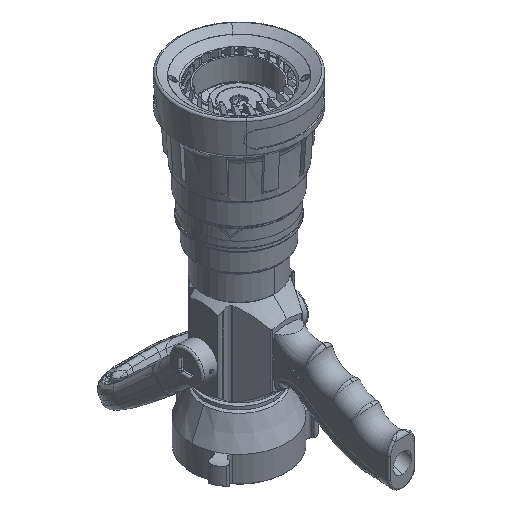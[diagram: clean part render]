
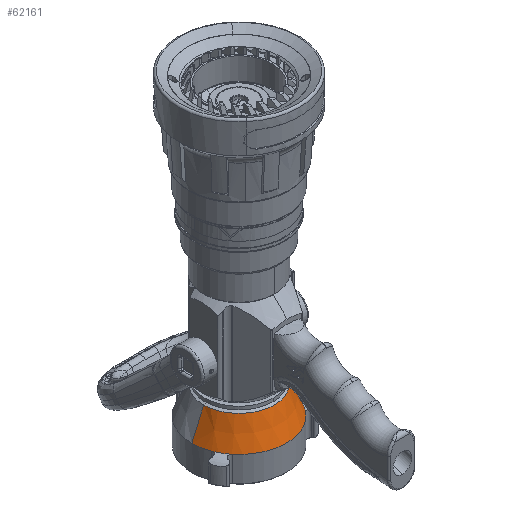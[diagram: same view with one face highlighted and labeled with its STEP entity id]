
A CAD part, isometric view. The second image highlights one B-rep face of the part: STEP entity #62161.
In plain terms, the highlighted conical face has half-angle 23.796 degrees and reference radius 39.526 mm.
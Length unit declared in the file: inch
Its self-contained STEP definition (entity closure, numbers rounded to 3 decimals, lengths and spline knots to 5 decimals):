
#60970=CARTESIAN_POINT('',(0.,0.,-6.83675));
#60971=DIRECTION('',(0.,0.,1.));
#60972=DIRECTION('',(-1.,0.,0.));
#60973=AXIS2_PLACEMENT_3D('',#60970,#60971,#60972);
#60975=CARTESIAN_POINT('',(0.,0.,-6.83675));
#60976=DIRECTION('',(0.,0.,1.));
#60977=DIRECTION('',(0.934,-0.358,0.));
#60978=AXIS2_PLACEMENT_3D('',#60975,#60976,#60977);
#60980=CARTESIAN_POINT('',(0.,0.,-6.83675));
#60981=DIRECTION('',(0.,0.,-1.));
#60982=DIRECTION('',(0.934,-0.358,0.));
#60983=AXIS2_PLACEMENT_3D('',#60980,#60981,#60982);
#60985=CARTESIAN_POINT('',(0.,0.,-6.83675));
#60986=DIRECTION('',(0.,0.,1.));
#60987=DIRECTION('',(-0.777,-0.63,0.));
#60988=AXIS2_PLACEMENT_3D('',#60985,#60986,#60987);
#60990=CARTESIAN_POINT('',(0.,0.,-6.83675));
#60991=DIRECTION('',(0.,0.,-1.));
#60992=DIRECTION('',(-0.777,-0.63,0.));
#60993=AXIS2_PLACEMENT_3D('',#60990,#60991,#60992);
#61005=DIRECTION('',(-0.403,0.,0.915));
#61006=VECTOR('',#61005,1.11576);
#61007=CARTESIAN_POINT('',(1.78125,0.,-6.83675));
#61008=LINE('',#61007,#61006);
#61009=DIRECTION('',(0.403,0.,0.915));
#61010=VECTOR('',#61009,1.11576);
#61011=CARTESIAN_POINT('',(-1.78125,0.,-6.83675));
#61012=LINE('',#61011,#61010);
#61032=CARTESIAN_POINT('',(0.,0.,-5.81584));
#61033=DIRECTION('',(0.,0.,-1.));
#61034=DIRECTION('',(1.,0.,0.));
#61035=AXIS2_PLACEMENT_3D('',#61032,#61033,#61034);
#61537=CARTESIAN_POINT('',(-1.78125,0.,-6.83675));
#61538=CARTESIAN_POINT('',(-1.66332,-0.63735,-6.83675));
#61539=VERTEX_POINT('',#61537);
#61540=VERTEX_POINT('',#61538);
#61543=CARTESIAN_POINT('',(1.78125,0.,-6.83675));
#61545=VERTEX_POINT('',#61543);
#61547=CARTESIAN_POINT('',(-1.38362,-1.1218,-6.83675));
#61548=CARTESIAN_POINT('',(1.38362,-1.1218,-6.83675));
#61549=VERTEX_POINT('',#61547);
#61550=VERTEX_POINT('',#61548);
#61583=CARTESIAN_POINT('',(1.33106,0.,-5.81584));
#61584=CARTESIAN_POINT('',(-1.33106,0.,-5.81584));
#61585=VERTEX_POINT('',#61583);
#61586=VERTEX_POINT('',#61584);
#61609=CARTESIAN_POINT('',(1.66332,-0.63735,
-6.83675));
#61610=VERTEX_POINT('',#61609);
#62143=CARTESIAN_POINT('',(0.,0.,-6.32629));
#62144=DIRECTION('',(0.,0.,-1.));
#62145=DIRECTION('',(1.,0.,0.));
#62146=AXIS2_PLACEMENT_3D('',#62143,#62144,#62145);
#62147=CONICAL_SURFACE('',#62146,1.55616,23.796);
#62148=ORIENTED_EDGE('',*,*,#61686,.F.);
#62150=ORIENTED_EDGE('',*,*,#62149,.T.);
#62152=ORIENTED_EDGE('',*,*,#62151,.F.);
#62154=ORIENTED_EDGE('',*,*,#62153,.F.);
#62155=ORIENTED_EDGE('',*,*,#61698,.F.);
#62156=ORIENTED_EDGE('',*,*,#62070,.T.);
#62157=ORIENTED_EDGE('',*,*,#61664,.F.);
#62158=ORIENTED_EDGE('',*,*,#62093,.T.);
#62159=EDGE_LOOP('',(#62148,#62150,#62152,#62154,#62155,#62156,#62157,#62158));
#62160=FACE_OUTER_BOUND('',#62159,.F.);
#60974=CIRCLE('',#60973,1.78125);
#60979=CIRCLE('',#60978,1.78125);
#60984=CIRCLE('',#60983,1.78125);
#60989=CIRCLE('',#60988,1.78125);
#60994=CIRCLE('',#60993,1.78125);
#61036=CIRCLE('',#61035,1.33106);
#61664=EDGE_CURVE('',#61549,#61550,#60989,.T.);
#61686=EDGE_CURVE('',#61539,#61540,#60974,.T.);
#61698=EDGE_CURVE('',#61610,#61545,#60979,.T.);
#62070=EDGE_CURVE('',#61610,#61550,#60984,.T.);
#62093=EDGE_CURVE('',#61549,#61540,#60994,.T.);
#62149=EDGE_CURVE('',#61539,#61586,#61012,.T.);
#62151=EDGE_CURVE('',#61585,#61586,#61036,.T.);
#62153=EDGE_CURVE('',#61545,#61585,#61008,.T.);
#62161=ADVANCED_FACE('',(#62160),#62147,.T.);
